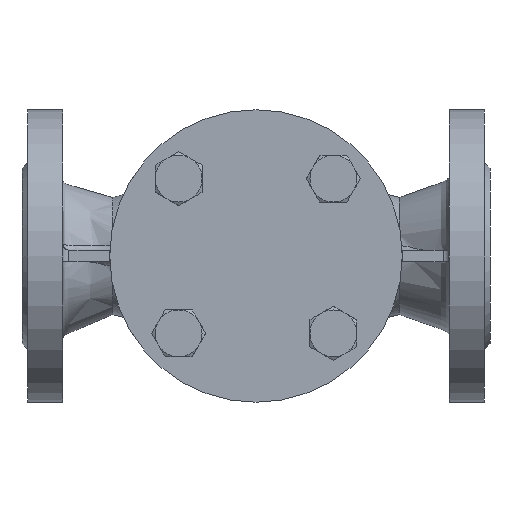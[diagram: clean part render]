
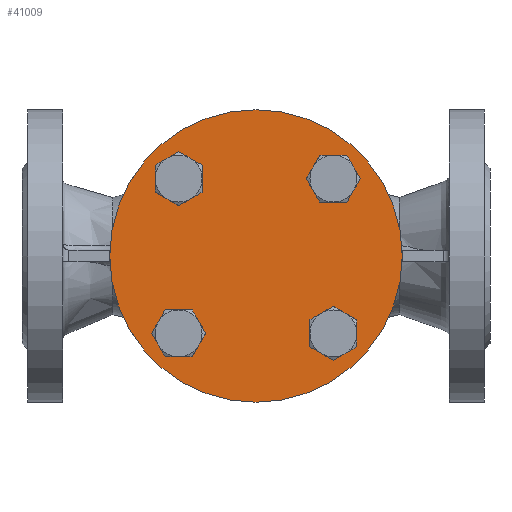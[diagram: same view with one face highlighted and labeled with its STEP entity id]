
A CAD part, front view. The second image highlights one B-rep face of the part: STEP entity #41009.
In plain terms, the highlighted planar face has unit normal (0, -1, 0).
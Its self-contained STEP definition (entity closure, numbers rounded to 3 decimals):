
#164 = EDGE_LOOP ( 'NONE', ( #44567, #44568 ) ) ;
#183 = EDGE_LOOP ( 'NONE', ( #44563, #44564 ) ) ;
#184 = EDGE_LOOP ( 'NONE', ( #44565, #44566 ) ) ;
#186 = EDGE_LOOP ( 'NONE', ( #44561, #44562 ) ) ;
#188 = EDGE_LOOP ( 'NONE', ( #44569, #44570 ) ) ;
#432 = VERTEX_POINT ( 'NONE', #66328 ) ;
#435 = VERTEX_POINT ( 'NONE', #66334 ) ;
#470 = VERTEX_POINT ( 'NONE', #66404 ) ;
#479 = VERTEX_POINT ( 'NONE', #66422 ) ;
#481 = VERTEX_POINT ( 'NONE', #66426 ) ;
#482 = VERTEX_POINT ( 'NONE', #66428 ) ;
#579 = AXIS2_PLACEMENT_3D ( 'NONE', #2663, #2665, #2667 ) ;
#586 = CIRCLE ( 'NONE', #579, 50.15 ) ;
#740 = CIRCLE ( 'NONE', #780, 5.306 ) ;
#780 = AXIS2_PLACEMENT_3D ( 'NONE', #3192, #3193, #3194 ) ;
#808 = CIRCLE ( 'NONE', #835, 5.306 ) ;
#835 = AXIS2_PLACEMENT_3D ( 'NONE', #27780, #27782, #27784 ) ;
#1116 = CARTESIAN_POINT ( 'NONE',  ( -26.517, -91.021, 26.517 ) ) ;
#1117 = DIRECTION ( 'NONE',  ( 0., -1., 0. ) ) ;
#1118 = DIRECTION ( 'NONE',  ( 0., 0., -1. ) ) ;
#1721 = CARTESIAN_POINT ( 'NONE',  ( 26.517, -91.021, 26.517 ) ) ;
#1722 = DIRECTION ( 'NONE',  ( 0., -1., 0. ) ) ;
#1723 = DIRECTION ( 'NONE',  ( 0., 0., -1. ) ) ;
#2329 = VERTEX_POINT ( 'NONE', #66491 ) ;
#2663 = CARTESIAN_POINT ( 'NONE',  ( 0., -91.021, 0. ) ) ;
#2665 = DIRECTION ( 'NONE',  ( 0., 1., 0. ) ) ;
#2667 = DIRECTION ( 'NONE',  ( 0., 0., 1. ) ) ;
#3192 = CARTESIAN_POINT ( 'NONE',  ( -26.517, -91.021, -26.517 ) ) ;
#3193 = DIRECTION ( 'NONE',  ( 0., -1., 0. ) ) ;
#3194 = DIRECTION ( 'NONE',  ( 0., 0., -1. ) ) ;
#3758 = PLANE ( 'NONE',  #33365 ) ;
#3765 = FACE_BOUND ( 'NONE', #188, .T. ) ;
#3766 = FACE_BOUND ( 'NONE', #186, .T. ) ;
#3768 = FACE_BOUND ( 'NONE', #183, .T. ) ;
#3769 = CARTESIAN_POINT ( 'NONE',  ( 0., -91.021, 0. ) ) ;
#3771 = FACE_OUTER_BOUND ( 'NONE', #184, .T. ) ;
#3775 = FACE_BOUND ( 'NONE', #164, .T. ) ;
#3778 = DIRECTION ( 'NONE',  ( 0., 1., 0. ) ) ;
#3780 = DIRECTION ( 'NONE',  ( 0., 0., 1. ) ) ;
#6778 = AXIS2_PLACEMENT_3D ( 'NONE', #48267, #48269, #48271 ) ;
#6804 = CIRCLE ( 'NONE', #6778, 5.306 ) ;
#7180 = AXIS2_PLACEMENT_3D ( 'NONE', #1721, #1722, #1723 ) ;
#7200 = CIRCLE ( 'NONE', #7180, 5.306 ) ;
#7537 = EDGE_CURVE ( 'NONE', #432, #435, #808, .T. ) ;
#8948 = AXIS2_PLACEMENT_3D ( 'NONE', #17207, #17208, #17209 ) ;
#8953 = CIRCLE ( 'NONE', #8948, 5.306 ) ;
#13250 = AXIS2_PLACEMENT_3D ( 'NONE', #1116, #1117, #1118 ) ;
#13415 = CIRCLE ( 'NONE', #13250, 5.306 ) ;
#17207 = CARTESIAN_POINT ( 'NONE',  ( 26.517, -91.021, -26.517 ) ) ;
#17208 = DIRECTION ( 'NONE',  ( 0., -1., 0. ) ) ;
#17209 = DIRECTION ( 'NONE',  ( 0., 0., -1. ) ) ;
#18656 = CARTESIAN_POINT ( 'NONE',  ( 26.517, -91.021, -26.517 ) ) ;
#18657 = DIRECTION ( 'NONE',  ( 0., -1., 0. ) ) ;
#18658 = DIRECTION ( 'NONE',  ( 0., 0., -1. ) ) ;
#19397 = CARTESIAN_POINT ( 'NONE',  ( 0., -91.021, 0. ) ) ;
#19399 = DIRECTION ( 'NONE',  ( 0., 1., 0. ) ) ;
#19401 = DIRECTION ( 'NONE',  ( 0., 0., 1. ) ) ;
#27780 = CARTESIAN_POINT ( 'NONE',  ( -26.517, -91.021, -26.517 ) ) ;
#27782 = DIRECTION ( 'NONE',  ( 0., -1., 0. ) ) ;
#27784 = DIRECTION ( 'NONE',  ( 0., 0., -1. ) ) ;
#33365 = AXIS2_PLACEMENT_3D ( 'NONE', #3769, #3778, #3780 ) ;
#35937 = EDGE_CURVE ( 'NONE', #41533, #2329, #13415, .T. ) ;
#36078 = EDGE_CURVE ( 'NONE', #41472, #41466, #7200, .T. ) ;
#36256 = EDGE_CURVE ( 'NONE', #481, #482, #586, .T. ) ;
#36378 = EDGE_CURVE ( 'NONE', #435, #432, #740, .T. ) ;
#36465 = CIRCLE ( 'NONE', #36606, 5.306 ) ;
#36467 = CIRCLE ( 'NONE', #36591, 50.15 ) ;
#36591 = AXIS2_PLACEMENT_3D ( 'NONE', #19397, #19399, #19401 ) ;
#36606 = AXIS2_PLACEMENT_3D ( 'NONE', #18656, #18657, #18658 ) ;
#41009 = ADVANCED_FACE ( 'NONE', ( #3766, #3768, #3771, #3775, #3765 ), #3758, .F. ) ;
#41466 = VERTEX_POINT ( 'NONE', #62536 ) ;
#41472 = VERTEX_POINT ( 'NONE', #62552 ) ;
#41533 = VERTEX_POINT ( 'NONE', #62612 ) ;
#44561 = ORIENTED_EDGE ( 'NONE', *, *, #50476, .F. ) ;
#44562 = ORIENTED_EDGE ( 'NONE', *, *, #35937, .F. ) ;
#44563 = ORIENTED_EDGE ( 'NONE', *, *, #51140, .F. ) ;
#44564 = ORIENTED_EDGE ( 'NONE', *, *, #50889, .F. ) ;
#44565 = ORIENTED_EDGE ( 'NONE', *, *, #36256, .F. ) ;
#44566 = ORIENTED_EDGE ( 'NONE', *, *, #51267, .F. ) ;
#44567 = ORIENTED_EDGE ( 'NONE', *, *, #36378, .F. ) ;
#44568 = ORIENTED_EDGE ( 'NONE', *, *, #7537, .F. ) ;
#44569 = ORIENTED_EDGE ( 'NONE', *, *, #50745, .F. ) ;
#44570 = ORIENTED_EDGE ( 'NONE', *, *, #36078, .F. ) ;
#46530 = CARTESIAN_POINT ( 'NONE',  ( -26.517, -91.021, 26.517 ) ) ;
#46531 = DIRECTION ( 'NONE',  ( 0., -1., 0. ) ) ;
#46532 = DIRECTION ( 'NONE',  ( 0., 0., -1. ) ) ;
#48267 = CARTESIAN_POINT ( 'NONE',  ( 26.517, -91.021, 26.517 ) ) ;
#48269 = DIRECTION ( 'NONE',  ( 0., -1., 0. ) ) ;
#48271 = DIRECTION ( 'NONE',  ( 0., 0., -1. ) ) ;
#50476 = EDGE_CURVE ( 'NONE', #2329, #41533, #83912, .T. ) ;
#50745 = EDGE_CURVE ( 'NONE', #41466, #41472, #6804, .T. ) ;
#50889 = EDGE_CURVE ( 'NONE', #479, #470, #8953, .T. ) ;
#51140 = EDGE_CURVE ( 'NONE', #470, #479, #36465, .T. ) ;
#51267 = EDGE_CURVE ( 'NONE', #482, #481, #36467, .T. ) ;
#62536 = CARTESIAN_POINT ( 'NONE',  ( 26.517, -91.021, 21.21 ) ) ;
#62552 = CARTESIAN_POINT ( 'NONE',  ( 26.517, -91.021, 31.823 ) ) ;
#62612 = CARTESIAN_POINT ( 'NONE',  ( -31.823, -91.021, 26.517 ) ) ;
#66328 = CARTESIAN_POINT ( 'NONE',  ( -26.517, -91.021, -31.823 ) ) ;
#66334 = CARTESIAN_POINT ( 'NONE',  ( -26.517, -91.021, -21.21 ) ) ;
#66404 = CARTESIAN_POINT ( 'NONE',  ( 21.21, -91.021, -26.517 ) ) ;
#66422 = CARTESIAN_POINT ( 'NONE',  ( 31.823, -91.021, -26.517 ) ) ;
#66426 = CARTESIAN_POINT ( 'NONE',  ( 0., -91.021, -50.15 ) ) ;
#66428 = CARTESIAN_POINT ( 'NONE',  ( 0., -91.021, 50.15 ) ) ;
#66491 = CARTESIAN_POINT ( 'NONE',  ( -21.21, -91.021, 26.517 ) ) ;
#83912 = CIRCLE ( 'NONE', #83916, 5.306 ) ;
#83916 = AXIS2_PLACEMENT_3D ( 'NONE', #46530, #46531, #46532 ) ;
